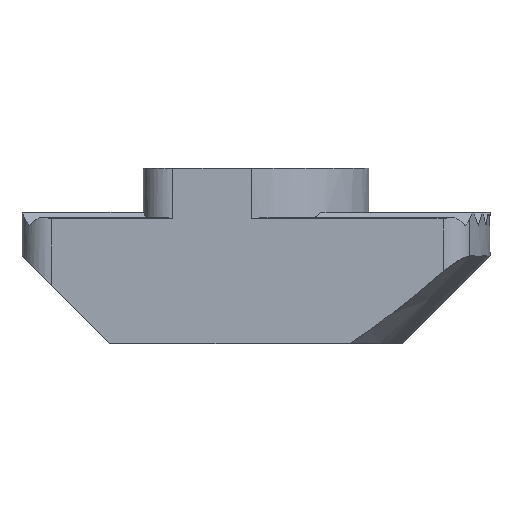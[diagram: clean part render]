
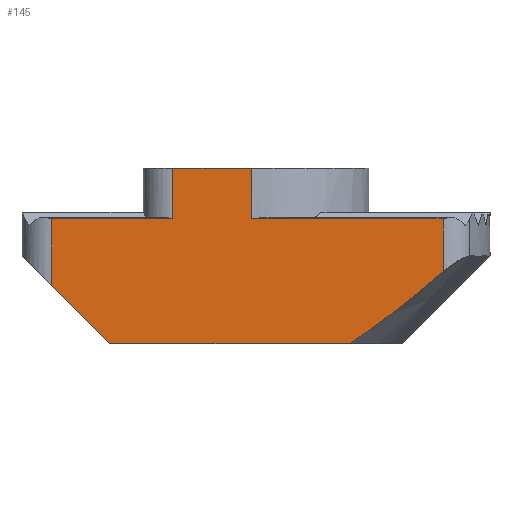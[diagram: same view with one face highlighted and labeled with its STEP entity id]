
A CAD part, front view. The second image highlights one B-rep face of the part: STEP entity #145.
In plain terms, the highlighted planar face has unit normal (0, -1, 0).
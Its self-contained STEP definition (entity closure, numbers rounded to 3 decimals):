
#145=ADVANCED_FACE('',(#308),#309,.F.);
#308=FACE_OUTER_BOUND('',#494,.T.);
#309=PLANE('',#495);
#494=EDGE_LOOP('',(#1090,#1091,#1092,#1093,#1094,#1095,#1096,#1097,#1098,#1099));
#495=AXIS2_PLACEMENT_3D('',#1100,#1101,#1102);
#1090=ORIENTED_EDGE('',*,*,#1576,.T.);
#1091=ORIENTED_EDGE('',*,*,#1419,.T.);
#1092=ORIENTED_EDGE('',*,*,#1577,.T.);
#1093=ORIENTED_EDGE('',*,*,#1578,.T.);
#1094=ORIENTED_EDGE('',*,*,#1579,.T.);
#1095=ORIENTED_EDGE('',*,*,#1580,.T.);
#1096=ORIENTED_EDGE('',*,*,#1581,.T.);
#1097=ORIENTED_EDGE('',*,*,#1415,.T.);
#1098=ORIENTED_EDGE('',*,*,#1582,.F.);
#1099=ORIENTED_EDGE('',*,*,#1583,.F.);
#1100=CARTESIAN_POINT('',(-8.0,-3.85,4.5));
#1101=DIRECTION('',(0.,1.0,0.));
#1102=DIRECTION('',(1.0,0.,0.0));
#1415=EDGE_CURVE('',#1743,#1747,#1749,.T.);
#1419=EDGE_CURVE('',#1751,#1755,#1757,.T.);
#1576=EDGE_CURVE('',#2006,#1751,#2007,.T.);
#1577=EDGE_CURVE('',#1755,#2008,#2009,.T.);
#1578=EDGE_CURVE('',#2008,#2010,#2011,.T.);
#1579=EDGE_CURVE('',#2010,#2012,#2013,.T.);
#1580=EDGE_CURVE('',#2012,#2014,#2015,.T.);
#1581=EDGE_CURVE('',#2014,#1743,#2016,.T.);
#1582=EDGE_CURVE('',#2017,#1747,#2018,.T.);
#1583=EDGE_CURVE('',#2006,#2017,#2019,.T.);
#1743=VERTEX_POINT('',#2516);
#1747=VERTEX_POINT('',#2524);
#1749=LINE('',#2529,#2530);
#1751=VERTEX_POINT('',#2532);
#1755=VERTEX_POINT('',#2540);
#1757=LINE('',#2545,#2546);
#2006=VERTEX_POINT('',#3626);
#2007=LINE('',#3627,#3628);
#2008=VERTEX_POINT('',#3629);
#2009=LINE('',#3630,#3631);
#2010=VERTEX_POINT('',#3632);
#2011=LINE('',#3633,#3634);
#2012=VERTEX_POINT('',#3635);
#2013=LINE('',#3636,#3637);
#2014=VERTEX_POINT('',#3638);
#2015=B_SPLINE_CURVE_WITH_KNOTS('',3,(#3639,#3640,#3641,#3642,#3643,#3644),.UNSPECIFIED.,.F.,.F.,(4,2,4),(0.,0.002,0.004),.UNSPECIFIED.);
#2016=LINE('',#3645,#3646);
#2017=VERTEX_POINT('',#3647);
#2018=LINE('',#3648,#3649);
#2019=LINE('',#3650,#3651);
#2516=CARTESIAN_POINT('',(6.394,-3.85,4.271));
#2524=CARTESIAN_POINT('',(-0.15,-3.85,4.271));
#2529=CARTESIAN_POINT('',(-8.0,-3.85,4.271));
#2530=VECTOR('',#3836,1000.0);
#2532=CARTESIAN_POINT('',(-2.85,-3.85,4.271));
#2540=CARTESIAN_POINT('',(-7.0,-3.85,4.271));
#2545=CARTESIAN_POINT('',(-8.0,-3.85,4.271));
#2546=VECTOR('',#3838,1000.0);
#3626=CARTESIAN_POINT('',(-2.85,-3.85,6.0));
#3627=CARTESIAN_POINT('',(-2.85,-3.85,4.5));
#3628=VECTOR('',#3953,1000.0);
#3629=CARTESIAN_POINT('',(-7.,-3.85,2.));
#3630=CARTESIAN_POINT('',(-7.0,-3.85,4.5));
#3631=VECTOR('',#3954,1000.0);
#3632=CARTESIAN_POINT('',(-5.,-3.85,0.));
#3633=CARTESIAN_POINT('',(-8.0,-3.85,3.));
#3634=VECTOR('',#3955,1000.0);
#3635=CARTESIAN_POINT('',(3.19,-3.85,0.));
#3636=CARTESIAN_POINT('',(-8.0,-3.85,0.));
#3637=VECTOR('',#3956,1000.0);
#3638=CARTESIAN_POINT('',(6.394,-3.85,2.463));
#3639=CARTESIAN_POINT('',(3.19,-3.85,0.));
#3640=CARTESIAN_POINT('',(3.761,-3.85,0.364));
#3641=CARTESIAN_POINT('',(4.303,-3.85,0.764));
#3642=CARTESIAN_POINT('',(5.364,-3.85,1.594));
#3643=CARTESIAN_POINT('',(5.882,-3.85,2.025));
#3644=CARTESIAN_POINT('',(6.394,-3.85,2.463));
#3645=CARTESIAN_POINT('',(6.394,-3.85,4.5));
#3646=VECTOR('',#3957,1000.0);
#3647=CARTESIAN_POINT('',(-0.15,-3.85,6.0));
#3648=CARTESIAN_POINT('',(-0.15,-3.85,6.0));
#3649=VECTOR('',#3958,1000.0);
#3650=CARTESIAN_POINT('',(-3.85,-3.85,6.0));
#3651=VECTOR('',#3959,1000.0);
#3836=DIRECTION('',(-1.0,0.,0.));
#3838=DIRECTION('',(-1.0,0.,0.));
#3953=DIRECTION('',(0.,0.0,-1.0));
#3954=DIRECTION('',(0.,0.0,-1.0));
#3955=DIRECTION('',(0.707,0.,-0.707));
#3956=DIRECTION('',(1.0,0.,0.));
#3957=DIRECTION('',(0.,-0.0,1.0));
#3958=DIRECTION('',(0.,0.0,-1.0));
#3959=DIRECTION('',(1.0,0.,0.));
